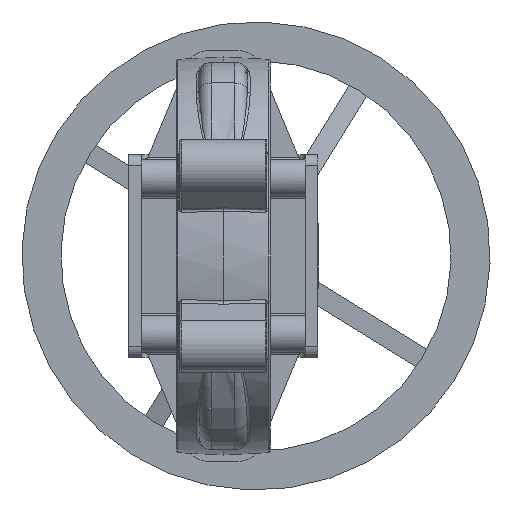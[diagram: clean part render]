
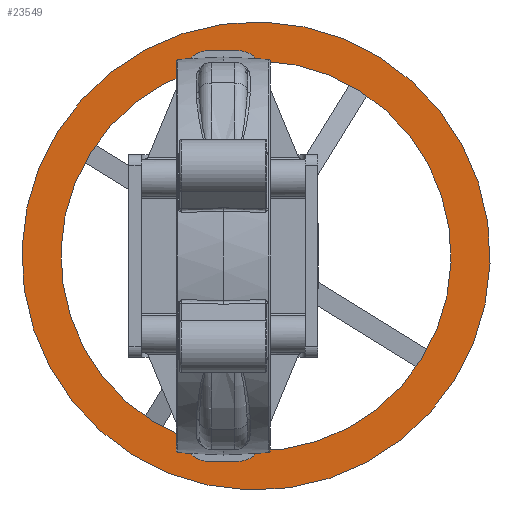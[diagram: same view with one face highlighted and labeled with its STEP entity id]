
A CAD part, front view. The second image highlights one B-rep face of the part: STEP entity #23549.
In plain terms, the highlighted face is planar.
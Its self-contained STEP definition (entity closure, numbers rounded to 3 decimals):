
#634 = VERTEX_POINT ( 'NONE', #34591 ) ;
#655 = EDGE_CURVE ( 'NONE', #657, #634, #34639, .T. ) ;
#657 = VERTEX_POINT ( 'NONE', #34634 ) ;
#664 = VERTEX_POINT ( 'NONE', #34655 ) ;
#688 = EDGE_CURVE ( 'NONE', #706, #664, #34710, .T. ) ;
#706 = VERTEX_POINT ( 'NONE', #34764 ) ;
#3029 = DIRECTION ( 'NONE',  ( 0., 0., 1. ) ) ;
#3030 = DIRECTION ( 'NONE',  ( -1., 0., 0. ) ) ;
#3031 = CARTESIAN_POINT ( 'NONE',  ( 0., -125., 0. ) ) ;
#3032 = AXIS2_PLACEMENT_3D ( 'NONE', #3031, #3030, #3029 ) ;
#3033 = PLANE ( 'NONE',  #3032 ) ;
#3034 = FACE_OUTER_BOUND ( 'NONE', #23553, .T. ) ;
#3039 = FACE_BOUND ( 'NONE', #23554, .T. ) ;
#3091 = DIRECTION ( 'NONE',  ( 0., 0., -1. ) ) ;
#3092 = DIRECTION ( 'NONE',  ( 1., 0., 0. ) ) ;
#3093 = CARTESIAN_POINT ( 'NONE',  ( 0., 0., 0. ) ) ;
#3094 = AXIS2_PLACEMENT_3D ( 'NONE', #3093, #3092, #3091 ) ;
#3095 = CIRCLE ( 'NONE', #3094, 125. ) ;
#3139 = DIRECTION ( 'NONE',  ( 0., 0., -1. ) ) ;
#3140 = DIRECTION ( 'NONE',  ( 1., 0., 0. ) ) ;
#3141 = CARTESIAN_POINT ( 'NONE',  ( 0., 0., 0. ) ) ;
#3142 = AXIS2_PLACEMENT_3D ( 'NONE', #3141, #3140, #3139 ) ;
#3143 = CIRCLE ( 'NONE', #3142, 150. ) ;
#23549 = ADVANCED_FACE ( 'NONE', ( #3039, #3034 ), #3033, .F. ) ;
#23552 = EDGE_CURVE ( 'NONE', #634, #657, #3095, .T. ) ;
#23553 = EDGE_LOOP ( 'NONE', ( #23558, #23605 ) ) ;
#23554 = EDGE_LOOP ( 'NONE', ( #23604, #23606 ) ) ;
#23558 = ORIENTED_EDGE ( 'NONE', *, *, #688, .T. ) ;
#23602 = EDGE_CURVE ( 'NONE', #664, #706, #3143, .T. ) ;
#23604 = ORIENTED_EDGE ( 'NONE', *, *, #655, .F. ) ;
#23605 = ORIENTED_EDGE ( 'NONE', *, *, #23602, .T. ) ;
#23606 = ORIENTED_EDGE ( 'NONE', *, *, #23552, .F. ) ;
#34591 = CARTESIAN_POINT ( 'NONE',  ( 0., 0., -125. ) ) ;
#34634 = CARTESIAN_POINT ( 'NONE',  ( 0., 0., 125. ) ) ;
#34635 = DIRECTION ( 'NONE',  ( 0., 0., -1. ) ) ;
#34636 = DIRECTION ( 'NONE',  ( 1., 0., 0. ) ) ;
#34637 = CARTESIAN_POINT ( 'NONE',  ( 0., 0., 0. ) ) ;
#34638 = AXIS2_PLACEMENT_3D ( 'NONE', #34637, #34636, #34635 ) ;
#34639 = CIRCLE ( 'NONE', #34638, 125. ) ;
#34655 = CARTESIAN_POINT ( 'NONE',  ( 0., 0., 150. ) ) ;
#34706 = DIRECTION ( 'NONE',  ( 0., 0., -1. ) ) ;
#34707 = DIRECTION ( 'NONE',  ( 1., 0., 0. ) ) ;
#34708 = CARTESIAN_POINT ( 'NONE',  ( 0., 0., 0. ) ) ;
#34709 = AXIS2_PLACEMENT_3D ( 'NONE', #34708, #34707, #34706 ) ;
#34710 = CIRCLE ( 'NONE', #34709, 150. ) ;
#34764 = CARTESIAN_POINT ( 'NONE',  ( 0., 0., -150. ) ) ;
